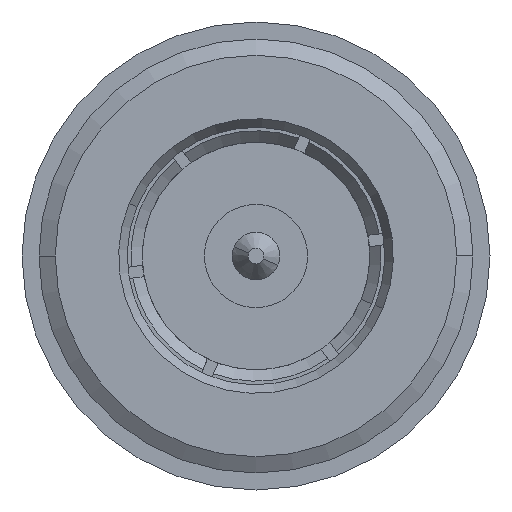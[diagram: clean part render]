
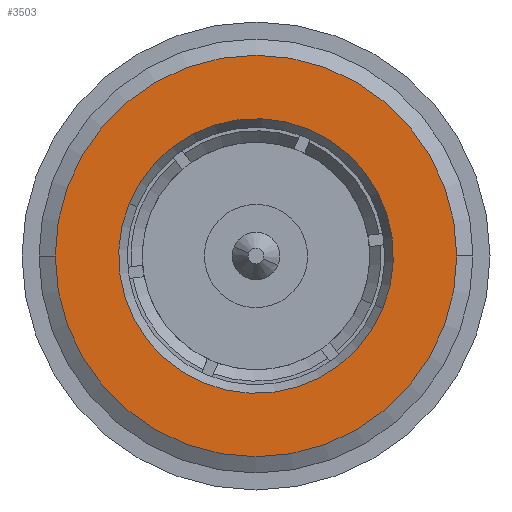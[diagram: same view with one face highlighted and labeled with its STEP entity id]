
A CAD part, left-side view. The second image highlights one B-rep face of the part: STEP entity #3503.
In plain terms, the highlighted planar face has unit normal (-1, 0, 0).
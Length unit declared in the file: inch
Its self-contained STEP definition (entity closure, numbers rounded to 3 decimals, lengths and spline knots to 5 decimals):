
#34 = ORIENTED_EDGE ( 'NONE', *, *, #733, .T. ) ;
#149 = EDGE_LOOP ( 'NONE', ( #3180, #2462 ) ) ;
#164 = AXIS2_PLACEMENT_3D ( 'NONE', #735, #2390, #2445 ) ;
#380 = FACE_OUTER_BOUND ( 'NONE', #149, .T. ) ;
#425 = PLANE ( 'NONE',  #2940 ) ;
#446 = FACE_BOUND ( 'NONE', #3659, .T. ) ;
#539 = VERTEX_POINT ( 'NONE', #2563 ) ;
#634 = EDGE_CURVE ( 'NONE', #3697, #3991, #4199, .T. ) ;
#733 = EDGE_CURVE ( 'NONE', #3991, #3697, #3854, .T. ) ;
#735 = CARTESIAN_POINT ( 'NONE',  ( 0., 0., 0. ) ) ;
#768 = CARTESIAN_POINT ( 'NONE',  ( 0., 0., 0. ) ) ;
#907 = DIRECTION ( 'NONE',  ( 0., 0.924, 0.382 ) ) ;
#1084 = CARTESIAN_POINT ( 'NONE',  ( 0., 0., 0. ) ) ;
#1138 = CIRCLE ( 'NONE', #164, 0.17583 ) ;
#1252 = CARTESIAN_POINT ( 'NONE',  ( 0., -0.17583, 0. ) ) ;
#1307 = DIRECTION ( 'NONE',  ( 0., 1., 0. ) ) ;
#1388 = DIRECTION ( 'NONE',  ( 1., 0., 0. ) ) ;
#1534 = CARTESIAN_POINT ( 'NONE',  ( 0., 0., 0. ) ) ;
#1544 = ORIENTED_EDGE ( 'NONE', *, *, #634, .T. ) ;
#1692 = EDGE_CURVE ( 'NONE', #3684, #539, #4277, .T. ) ;
#1747 = CARTESIAN_POINT ( 'NONE',  ( 0., -0.11116, -0.04593 ) ) ;
#2042 = DIRECTION ( 'NONE',  ( -1., 0., 0. ) ) ;
#2134 = AXIS2_PLACEMENT_3D ( 'NONE', #1084, #1388, #3271 ) ;
#2390 = DIRECTION ( 'NONE',  ( 1., 0., 0. ) ) ;
#2421 = CARTESIAN_POINT ( 'NONE',  ( 0., 0.11116, 0.04593 ) ) ;
#2445 = DIRECTION ( 'NONE',  ( 0., 1., 0. ) ) ;
#2462 = ORIENTED_EDGE ( 'NONE', *, *, #1692, .F. ) ;
#2563 = CARTESIAN_POINT ( 'NONE',  ( 0., 0.17583, 0. ) ) ;
#2940 = AXIS2_PLACEMENT_3D ( 'NONE', #768, #2042, #3728 ) ;
#3180 = ORIENTED_EDGE ( 'NONE', *, *, #4068, .F. ) ;
#3271 = DIRECTION ( 'NONE',  ( 0., 0.924, 0.382 ) ) ;
#3298 = AXIS2_PLACEMENT_3D ( 'NONE', #1534, #4165, #907 ) ;
#3503 = ADVANCED_FACE ( 'NONE', ( #380, #446 ), #425, .T. ) ;
#3655 = AXIS2_PLACEMENT_3D ( 'NONE', #4261, #4005, #1307 ) ;
#3659 = EDGE_LOOP ( 'NONE', ( #34, #1544 ) ) ;
#3684 = VERTEX_POINT ( 'NONE', #1252 ) ;
#3697 = VERTEX_POINT ( 'NONE', #2421 ) ;
#3728 = DIRECTION ( 'NONE',  ( 0., -1., 0. ) ) ;
#3854 = CIRCLE ( 'NONE', #2134, 0.12028 ) ;
#3991 = VERTEX_POINT ( 'NONE', #1747 ) ;
#4005 = DIRECTION ( 'NONE',  ( 1., 0., 0. ) ) ;
#4068 = EDGE_CURVE ( 'NONE', #539, #3684, #1138, .T. ) ;
#4165 = DIRECTION ( 'NONE',  ( 1., 0., 0. ) ) ;
#4199 = CIRCLE ( 'NONE', #3298, 0.12028 ) ;
#4261 = CARTESIAN_POINT ( 'NONE',  ( 0., 0., 0. ) ) ;
#4277 = CIRCLE ( 'NONE', #3655, 0.17583 ) ;
